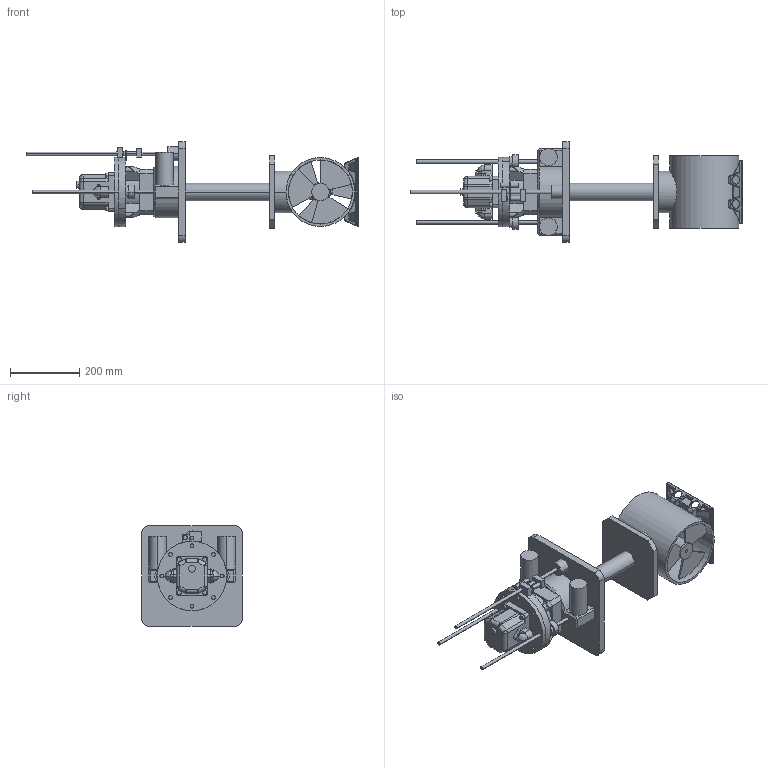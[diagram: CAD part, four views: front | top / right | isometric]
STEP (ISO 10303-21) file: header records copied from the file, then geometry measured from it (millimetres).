
FILE_DESCRIPTION(('CATIA V5 STEP Exchange'),'2;1');
FILE_NAME('VIP 150 HYD open.stp','2014-12-01T14:33:06+00:00',('none'),('none'),'CATIA Version 5 Release 21 GA (IN-10)','CATIA V5 STEP AP203','none');
FILE_SCHEMA(('CONFIG_CONTROL_DESIGN'));
Length unit declared in the file: millimetre
Products named in the file (1): VIP150 HYD open position
Assembly tree (6 placements, depth 2):
  VIP150 HYD open position
    #58
    #3274
    #28411
    #35079  x2
    #35732
Bounding box: 959 x 290 x 290 mm (x, y, z)
Volume: 9669478.5 mm3; surface area: 1162436.1 mm2
Topology: 7 solids, 9 shells, 1025 faces, 2476 edges, 1445 vertices
Faces by surface type: cylinder 477, plane 293, bspline 154, sphere 48, cone 44, revolution 9
Entity records: 39958 total; most frequent: CARTESIAN_POINT 19980, ORIENTED_EDGE 4672, DIRECTION 2882, EDGE_CURVE 2336, VERTEX_POINT 1410, AXIS2_PLACEMENT_3D 1282, EDGE_LOOP 1078, ADVANCED_FACE 1001
